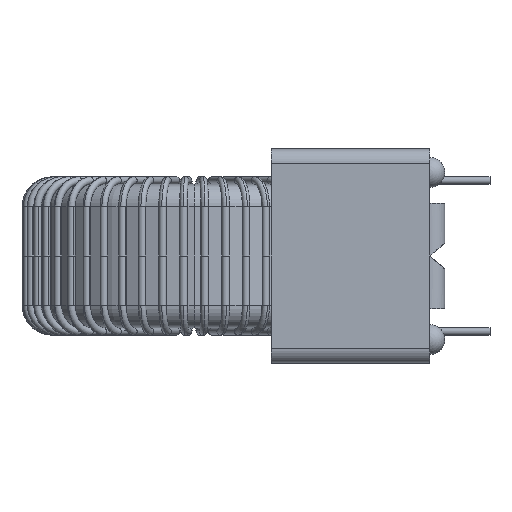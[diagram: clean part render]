
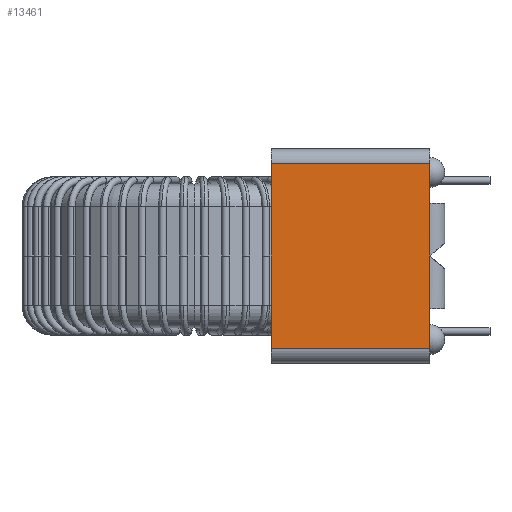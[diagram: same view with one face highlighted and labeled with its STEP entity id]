
A CAD part, left-side view. The second image highlights one B-rep face of the part: STEP entity #13461.
In plain terms, the highlighted planar face has unit normal (-1, 0, 0).
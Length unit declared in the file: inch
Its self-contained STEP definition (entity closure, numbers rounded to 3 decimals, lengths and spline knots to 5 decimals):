
#2035 = AXIS2_PLACEMENT_3D ( 'NONE', #18310, #2168, #6917 ) ;
#2168 = DIRECTION ( 'NONE',  ( 1., 0., 0. ) ) ;
#4372 = CARTESIAN_POINT ( 'NONE',  ( -0.65, 0.575, -0.305 ) ) ;
#5370 = EDGE_CURVE ( 'NONE', #13419, #18688, #27068, .T. ) ;
#6116 = VECTOR ( 'NONE', #18234, 39.37008 ) ;
#6917 = DIRECTION ( 'NONE',  ( 0., 0., -1. ) ) ;
#8225 = ORIENTED_EDGE ( 'NONE', *, *, #27269, .F. ) ;
#8530 = CARTESIAN_POINT ( 'NONE',  ( -0.65, 0.05, 0.305 ) ) ;
#9292 = PLANE ( 'NONE',  #2035 ) ;
#10247 = ORIENTED_EDGE ( 'NONE', *, *, #19320, .T. ) ;
#10478 = DIRECTION ( 'NONE',  ( 0., 1., 0. ) ) ;
#11083 = EDGE_LOOP ( 'NONE', ( #25096, #27742, #8225, #10247 ) ) ;
#12492 = DIRECTION ( 'NONE',  ( 0., 0., -1. ) ) ;
#12944 = CARTESIAN_POINT ( 'NONE',  ( -0.65, 0.575, 0.305 ) ) ;
#13419 = VERTEX_POINT ( 'NONE', #29124 ) ;
#13461 = ADVANCED_FACE ( 'NONE', ( #20745 ), #9292, .F. ) ;
#13900 = LINE ( 'NONE', #27015, #22331 ) ;
#17194 = CARTESIAN_POINT ( 'NONE',  ( -0.65, 0.575, 0.355 ) ) ;
#18234 = DIRECTION ( 'NONE',  ( 0., -1., 0. ) ) ;
#18267 = DIRECTION ( 'NONE',  ( 0., 0., -1. ) ) ;
#18310 = CARTESIAN_POINT ( 'NONE',  ( -0.65, 0.575, 0.355 ) ) ;
#18688 = VERTEX_POINT ( 'NONE', #24165 ) ;
#19320 = EDGE_CURVE ( 'NONE', #24871, #27739, #13900, .T. ) ;
#20307 = LINE ( 'NONE', #30097, #22528 ) ;
#20745 = FACE_OUTER_BOUND ( 'NONE', #11083, .T. ) ;
#22331 = VECTOR ( 'NONE', #10478, 39.37008 ) ;
#22528 = VECTOR ( 'NONE', #18267, 39.37008 ) ;
#23291 = LINE ( 'NONE', #17194, #30316 ) ;
#24165 = CARTESIAN_POINT ( 'NONE',  ( -0.65, 0.05, -0.305 ) ) ;
#24871 = VERTEX_POINT ( 'NONE', #8530 ) ;
#25096 = ORIENTED_EDGE ( 'NONE', *, *, #26566, .T. ) ;
#26566 = EDGE_CURVE ( 'NONE', #27739, #13419, #23291, .T. ) ;
#27015 = CARTESIAN_POINT ( 'NONE',  ( -0.65, 0.575, 0.305 ) ) ;
#27068 = LINE ( 'NONE', #4372, #6116 ) ;
#27269 = EDGE_CURVE ( 'NONE', #24871, #18688, #20307, .T. ) ;
#27739 = VERTEX_POINT ( 'NONE', #12944 ) ;
#27742 = ORIENTED_EDGE ( 'NONE', *, *, #5370, .T. ) ;
#29124 = CARTESIAN_POINT ( 'NONE',  ( -0.65, 0.575, -0.305 ) ) ;
#30097 = CARTESIAN_POINT ( 'NONE',  ( -0.65, 0.05, 0.355 ) ) ;
#30316 = VECTOR ( 'NONE', #12492, 39.37008 ) ;
